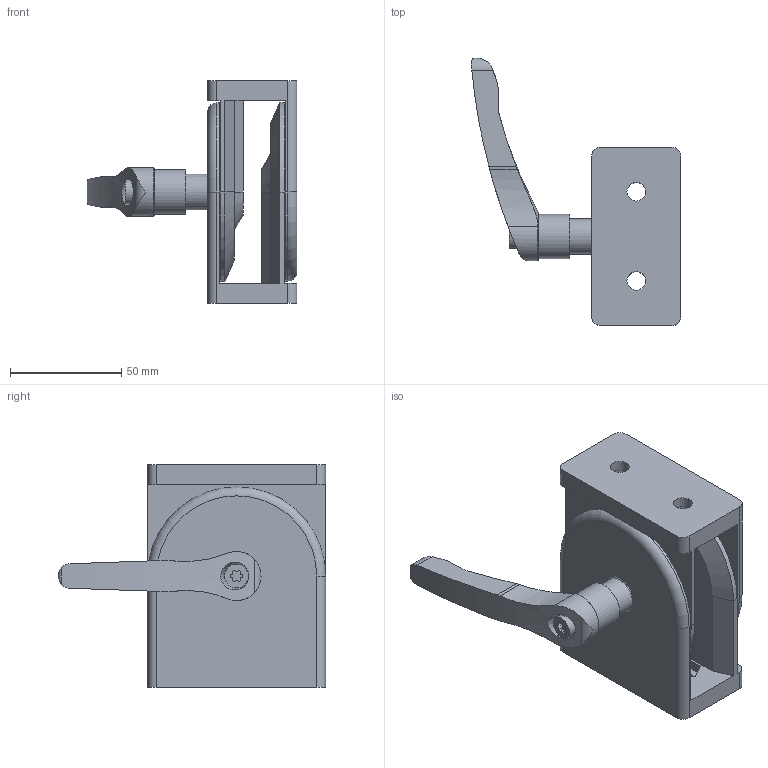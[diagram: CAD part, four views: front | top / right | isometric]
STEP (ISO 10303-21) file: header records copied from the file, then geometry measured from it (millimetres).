
FILE_DESCRIPTION(('STEP AP203'),'1');
FILE_NAME('8 80x40 avec levier.stp','2025-01-28T14:04:44',(' '),(' '),'Spatial InterOp 3D',' ',' ');
FILE_SCHEMA(('CONFIG_CONTROL_DESIGN'));
Length unit declared in the file: millimetre
Products named in the file (4): Articulation réglable 8 80x40 avec levier; Poignée 8 80x40; Vis FHC - M8x16; Demi_Articulation 8 80x40 H50
Assembly tree (4 placements, depth 2):
  Articulation réglable 8 80x40 avec levier
    Poignée 8 80x40
    Vis FHC - M8x16
    Demi_Articulation 8 80x40 H50  x2
Bounding box: 94.17 x 120 x 100 mm (x, y, z)
Volume: 211008.1 mm3; surface area: 73563.7 mm2
Topology: 4 solids, 4 shells, 148 faces, 377 edges, 248 vertices
Faces by surface type: plane 77, cylinder 51, cone 13, torus 6, bspline 1
Full cylindrical faces by diameter (mm): 6.8 x2, 7 x1, 8 x3, 8.4 x4, 9 x2, 10.6 x2, 15.24 x1, 16 x1, 16.6 x1, 20 x1
Entity records: 4499 total; most frequent: CARTESIAN_POINT 1208, DIRECTION 492, ORIENTED_EDGE 472, EDGE_CURVE 236, AXIS2_PLACEMENT_3D 187, VERTEX_POINT 169, EDGE_LOOP 144, FACE_OUTER_BOUND 120
